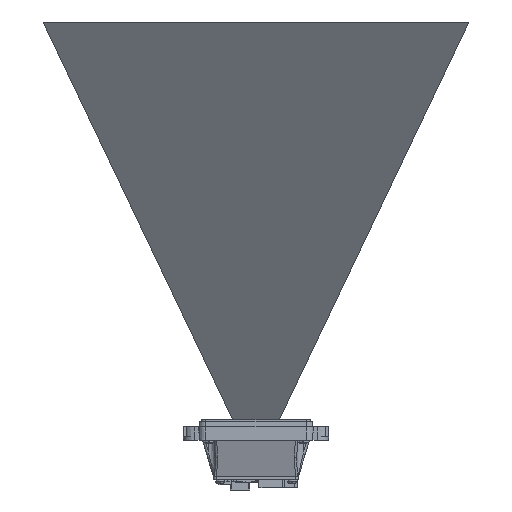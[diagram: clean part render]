
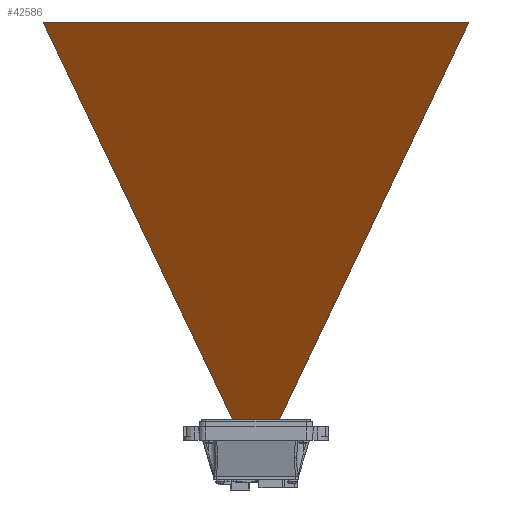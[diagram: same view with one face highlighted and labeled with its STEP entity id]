
A CAD part, left-side view. The second image highlights one B-rep face of the part: STEP entity #42586.
In plain terms, the highlighted planar face has unit normal (-0.829, 0, -0.559).
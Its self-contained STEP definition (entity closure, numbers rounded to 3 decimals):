
#42531=DIRECTION('',(-0.52,0.368,0.771));
#42532=VECTOR('',#42531,258.499);
#42533=CARTESIAN_POINT('',(0.,0.,
3.64));
#42534=LINE('',#42533,#42532);
#42535=DIRECTION('',(0.,-1.,0.));
#42536=VECTOR('',#42535,190.113);
#42537=CARTESIAN_POINT('',(-134.423,95.056,202.93));
#42538=LINE('',#42537,#42536);
#42539=DIRECTION('',(-0.52,-0.368,0.771));
#42540=VECTOR('',#42539,258.499);
#42541=CARTESIAN_POINT('',(0.,0.,
3.64));
#42542=LINE('',#42541,#42540);
#42563=CARTESIAN_POINT('',(-134.423,95.056,202.93));
#42564=CARTESIAN_POINT('',(-134.423,-95.056,202.93));
#42565=VERTEX_POINT('',#42563);
#42566=VERTEX_POINT('',#42564);
#42571=CARTESIAN_POINT('',(0.,0.,
3.64));
#42572=VERTEX_POINT('',#42571);
#42573=CARTESIAN_POINT('',(-134.423,98.5,202.93));
#42574=DIRECTION('',(-0.829,0.,-0.559));
#42575=DIRECTION('',(0.559,0.,-0.829));
#42576=AXIS2_PLACEMENT_3D('',#42573,#42574,#42575);
#42577=PLANE('',#42576);
#42579=ORIENTED_EDGE('',*,*,#42578,.F.);
#42581=ORIENTED_EDGE('',*,*,#42580,.T.);
#42583=ORIENTED_EDGE('',*,*,#42582,.T.);
#42584=EDGE_LOOP('',(#42579,#42581,#42583));
#42585=FACE_OUTER_BOUND('',#42584,.F.);
#42578=EDGE_CURVE('',#42572,#42566,#42542,.T.);
#42580=EDGE_CURVE('',#42572,#42565,#42534,.T.);
#42582=EDGE_CURVE('',#42565,#42566,#42538,.T.);
#42586=ADVANCED_FACE('',(#42585),#42577,.T.);
